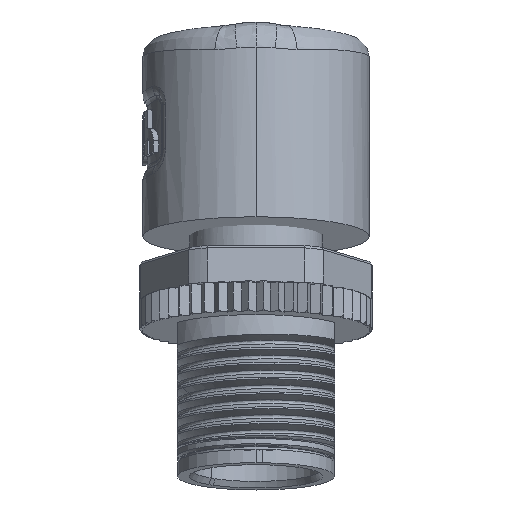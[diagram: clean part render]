
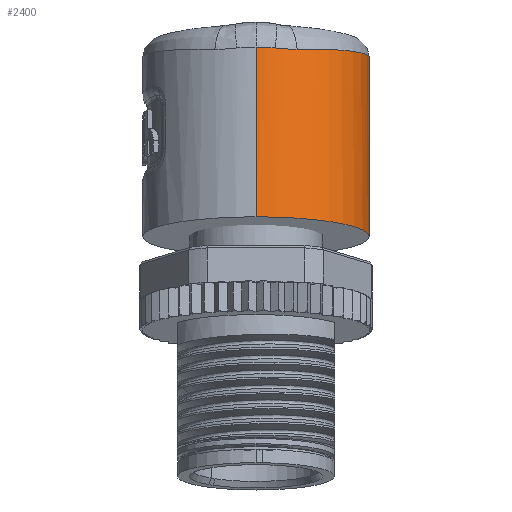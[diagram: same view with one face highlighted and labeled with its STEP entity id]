
A CAD part, front view. The second image highlights one B-rep face of the part: STEP entity #2400.
In plain terms, the highlighted cylindrical face has radius 7.5 mm (diameter 15 mm), a partial arc.
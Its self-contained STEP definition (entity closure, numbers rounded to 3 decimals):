
#2400=ADVANCED_FACE('',(#5420),#5421,.T.);
#5420=FACE_OUTER_BOUND('',#10135,.T.);
#5421=CYLINDRICAL_SURFACE('',#10136,7.5);
#10135=EDGE_LOOP('',(#26737,#26738,#26739,#26740,#26741,#26742,#26743,#26744,#26745,#26746,#26747));
#10136=AXIS2_PLACEMENT_3D('',#26748,#26749,#26750);
#26737=ORIENTED_EDGE('',*,*,#34319,.F.);
#26738=ORIENTED_EDGE('',*,*,#34320,.F.);
#26739=ORIENTED_EDGE('',*,*,#34321,.F.);
#26740=ORIENTED_EDGE('',*,*,#34317,.F.);
#26741=ORIENTED_EDGE('',*,*,#34310,.F.);
#26742=ORIENTED_EDGE('',*,*,#34322,.F.);
#26743=ORIENTED_EDGE('',*,*,#34323,.F.);
#26744=ORIENTED_EDGE('',*,*,#34254,.F.);
#26745=ORIENTED_EDGE('',*,*,#34324,.T.);
#26746=ORIENTED_EDGE('',*,*,#34252,.T.);
#26747=ORIENTED_EDGE('',*,*,#34325,.F.);
#26748=CARTESIAN_POINT('',(0.0,6.646,-7.682));
#26749=DIRECTION('',(0.0,-0.174,-0.985));
#26750=DIRECTION('',(0.0,-0.985,0.174));
#34252=EDGE_CURVE('',#39373,#39371,#39374,.T.);
#34254=EDGE_CURVE('',#39375,#39377,#39378,.T.);
#34310=EDGE_CURVE('',#39471,#39473,#39474,.T.);
#34317=EDGE_CURVE('',#39473,#39480,#39482,.T.);
#34319=EDGE_CURVE('',#39484,#39485,#39486,.T.);
#34320=EDGE_CURVE('',#39487,#39484,#39488,.T.);
#34321=EDGE_CURVE('',#39480,#39487,#39489,.T.);
#34322=EDGE_CURVE('',#39490,#39471,#39491,.T.);
#34323=EDGE_CURVE('',#39377,#39490,#39492,.T.);
#34324=EDGE_CURVE('',#39375,#39373,#39493,.T.);
#34325=EDGE_CURVE('',#39485,#39371,#39494,.T.);
#39371=VERTEX_POINT('',#46957);
#39373=VERTEX_POINT('',#46980);
#39374=LINE('',#46981,#46982);
#39375=VERTEX_POINT('',#46983);
#39377=VERTEX_POINT('',#46985);
#39378=LINE('',#46986,#46987);
#39471=VERTEX_POINT('',#47465);
#39473=VERTEX_POINT('',#47477);
#39474=B_SPLINE_CURVE_WITH_KNOTS('',3,(#47478,#47479,#47480,#47481,#47482,#47483,#47484,#47485,#47486,#47487,#47488,#47489,#47490,#47491,#47492),.UNSPECIFIED.,.F.,.F.,(4,1,1,1,1,1,1,1,1,1,1,1,4),(0.0,0.083,0.167,0.25,0.333,0.417,0.5,0.583,0.667,0.75,0.833,0.917,1.0),.UNSPECIFIED.);
#39480=VERTEX_POINT('',#47513);
#39482=B_SPLINE_CURVE_WITH_KNOTS('',3,(#47519,#47520,#47521,#47522,#47523,#47524),.UNSPECIFIED.,.F.,.F.,(4,1,1,4),(0.0,0.333,0.667,1.0),.UNSPECIFIED.);
#39484=VERTEX_POINT('',#47526);
#39485=VERTEX_POINT('',#47527);
#39486=B_SPLINE_CURVE_WITH_KNOTS('',3,(#47528,#47529,#47530,#47531,#47532,#47533),.UNSPECIFIED.,.F.,.F.,(4,1,1,4),(0.0,0.333,0.667,1.0),.UNSPECIFIED.);
#39487=VERTEX_POINT('',#47534);
#39488=B_SPLINE_CURVE_WITH_KNOTS('',3,(#47535,#47536,#47537,#47538,#47539,#47540),.UNSPECIFIED.,.F.,.F.,(4,1,1,4),(0.0,0.333,0.667,1.0),.UNSPECIFIED.);
#39489=B_SPLINE_CURVE_WITH_KNOTS('',3,(#47541,#47542,#47543,#47544,#47545,#47546),.UNSPECIFIED.,.F.,.F.,(4,1,1,4),(0.0,0.333,0.667,1.0),.UNSPECIFIED.);
#39490=VERTEX_POINT('',#47547);
#39491=B_SPLINE_CURVE_WITH_KNOTS('',3,(#47548,#47549,#47550,#47551,#47552,#47553),.UNSPECIFIED.,.F.,.F.,(4,1,1,4),(0.0,0.333,0.667,1.0),.UNSPECIFIED.);
#39492=B_SPLINE_CURVE_WITH_KNOTS('',3,(#47554,#47555,#47556,#47557,#47558,#47559,#47560,#47561),.UNSPECIFIED.,.F.,.F.,(4,1,1,1,1,4),(0.0,0.203,0.406,0.606,0.804,1.0),.UNSPECIFIED.);
#39493=CIRCLE('',#47562,7.5);
#39494=B_SPLINE_CURVE_WITH_KNOTS('',3,(#47563,#47564,#47565,#47566,#47567,#47568,#47569,#47570,#47571,#47572,#47573,#47574,#47575,#47576,#47577,#47578,#47579,#47580,#47581,#47582,#47583,#47584),.UNSPECIFIED.,.F.,.F.,(4,1,1,1,1,1,1,1,1,1,1,1,1,1,1,1,1,1,1,4),(0.0,0.053,0.105,0.158,0.211,0.263,0.316,0.368,0.421,0.474,0.526,0.579,0.632,0.684,0.737,0.789,0.842,0.895,0.947,1.0),.UNSPECIFIED.);
#46957=CARTESIAN_POINT('',(0.,14.348,-7.187));
#46980=CARTESIAN_POINT('',(0.,14.032,-8.984));
#46981=CARTESIAN_POINT('',(0.,14.032,-8.984));
#46982=VECTOR('',#59788,1.825);
#46983=CARTESIAN_POINT('',(0.0,-0.741,-6.379));
#46985=CARTESIAN_POINT('',(0.,1.239,4.847));
#46986=CARTESIAN_POINT('',(0.0,-0.741,-6.379));
#46987=VECTOR('',#59792,11.4);
#47465=CARTESIAN_POINT('',(2.72,1.732,4.701));
#47477=CARTESIAN_POINT('',(5.818,13.425,3.511));
#47478=CARTESIAN_POINT('',(2.72,1.732,4.701));
#47479=CARTESIAN_POINT('',(3.086,1.877,4.707));
#47480=CARTESIAN_POINT('',(3.796,2.226,4.71));
#47481=CARTESIAN_POINT('',(4.763,2.904,4.689));
#47482=CARTESIAN_POINT('',(5.613,3.722,4.644));
#47483=CARTESIAN_POINT('',(6.321,4.651,4.577));
#47484=CARTESIAN_POINT('',(6.89,5.702,4.488));
#47485=CARTESIAN_POINT('',(7.282,6.819,4.381));
#47486=CARTESIAN_POINT('',(7.492,7.984,4.257));
#47487=CARTESIAN_POINT('',(7.52,9.138,4.124));
#47488=CARTESIAN_POINT('',(7.361,10.32,3.976));
#47489=CARTESIAN_POINT('',(7.019,11.445,3.823));
#47490=CARTESIAN_POINT('',(6.508,12.494,3.667));
#47491=CARTESIAN_POINT('',(6.063,13.128,3.563));
#47492=CARTESIAN_POINT('',(5.818,13.425,3.511));
#47513=CARTESIAN_POINT('',(6.507,12.012,1.274));
#47519=CARTESIAN_POINT('',(5.818,13.425,3.511));
#47520=CARTESIAN_POINT('',(5.945,13.22,3.248));
#47521=CARTESIAN_POINT('',(6.158,12.838,2.731));
#47522=CARTESIAN_POINT('',(6.378,12.363,1.986));
#47523=CARTESIAN_POINT('',(6.471,12.117,1.509));
#47524=CARTESIAN_POINT('',(6.507,12.012,1.274));
#47526=CARTESIAN_POINT('',(6.569,11.604,-0.401));
#47527=CARTESIAN_POINT('',(6.536,11.568,-0.949));
#47528=CARTESIAN_POINT('',(6.569,11.604,-0.401));
#47529=CARTESIAN_POINT('',(6.569,11.594,-0.458));
#47530=CARTESIAN_POINT('',(6.568,11.576,-0.576));
#47531=CARTESIAN_POINT('',(6.557,11.563,-0.758));
#47532=CARTESIAN_POINT('',(6.544,11.565,-0.885));
#47533=CARTESIAN_POINT('',(6.536,11.568,-0.949));
#47534=CARTESIAN_POINT('',(6.561,11.795,0.599));
#47535=CARTESIAN_POINT('',(6.561,11.795,0.599));
#47536=CARTESIAN_POINT('',(6.562,11.774,0.488));
#47537=CARTESIAN_POINT('',(6.564,11.732,0.266));
#47538=CARTESIAN_POINT('',(6.567,11.667,-0.067));
#47539=CARTESIAN_POINT('',(6.568,11.625,-0.29));
#47540=CARTESIAN_POINT('',(6.569,11.604,-0.401));
#47541=CARTESIAN_POINT('',(6.507,12.012,1.274));
#47542=CARTESIAN_POINT('',(6.519,11.977,1.194));
#47543=CARTESIAN_POINT('',(6.539,11.913,1.038));
#47544=CARTESIAN_POINT('',(6.556,11.841,0.812));
#47545=CARTESIAN_POINT('',(6.561,11.808,0.669));
#47546=CARTESIAN_POINT('',(6.561,11.795,0.599));
#47547=CARTESIAN_POINT('',(1.266,1.337,4.784));
#47548=CARTESIAN_POINT('',(1.266,1.337,4.784));
#47549=CARTESIAN_POINT('',(1.44,1.364,4.765));
#47550=CARTESIAN_POINT('',(1.781,1.43,4.731));
#47551=CARTESIAN_POINT('',(2.267,1.564,4.702));
#47552=CARTESIAN_POINT('',(2.572,1.673,4.699));
#47553=CARTESIAN_POINT('',(2.72,1.732,4.701));
#47554=CARTESIAN_POINT('',(0.,1.239,4.847));
#47555=CARTESIAN_POINT('',(0.086,1.239,4.847));
#47556=CARTESIAN_POINT('',(0.259,1.242,4.846));
#47557=CARTESIAN_POINT('',(0.516,1.254,4.839));
#47558=CARTESIAN_POINT('',(0.769,1.274,4.828));
#47559=CARTESIAN_POINT('',(1.019,1.302,4.81));
#47560=CARTESIAN_POINT('',(1.184,1.325,4.794));
#47561=CARTESIAN_POINT('',(1.266,1.337,4.784));
#47562=AXIS2_PLACEMENT_3D('',#59804,#59805,#59806);
#47563=CARTESIAN_POINT('',(6.536,11.568,-0.949));
#47564=CARTESIAN_POINT('',(6.52,11.574,-1.077));
#47565=CARTESIAN_POINT('',(6.481,11.598,-1.342));
#47566=CARTESIAN_POINT('',(6.394,11.67,-1.769));
#47567=CARTESIAN_POINT('',(6.273,11.784,-2.227));
#47568=CARTESIAN_POINT('',(6.109,11.942,-2.719));
#47569=CARTESIAN_POINT('',(5.893,12.145,-3.24));
#47570=CARTESIAN_POINT('',(5.622,12.382,-3.772));
#47571=CARTESIAN_POINT('',(5.296,12.642,-4.298));
#47572=CARTESIAN_POINT('',(4.928,12.904,-4.791));
#47573=CARTESIAN_POINT('',(4.528,13.155,-5.239));
#47574=CARTESIAN_POINT('',(4.105,13.387,-5.637));
#47575=CARTESIAN_POINT('',(3.667,13.595,-5.984));
#47576=CARTESIAN_POINT('',(3.219,13.777,-6.282));
#47577=CARTESIAN_POINT('',(2.764,13.934,-6.534));
#47578=CARTESIAN_POINT('',(2.305,14.064,-6.741));
#47579=CARTESIAN_POINT('',(1.844,14.169,-6.907));
#47580=CARTESIAN_POINT('',(1.381,14.25,-7.034));
#47581=CARTESIAN_POINT('',(0.918,14.307,-7.123));
#47582=CARTESIAN_POINT('',(0.457,14.341,-7.175));
#47583=CARTESIAN_POINT('',(0.152,14.348,-7.187));
#47584=CARTESIAN_POINT('',(0.,14.348,-7.187));
#59788=DIRECTION('',(0.,0.174,0.985));
#59792=DIRECTION('',(0.,0.174,0.985));
#59804=CARTESIAN_POINT('',(0.0,6.646,-7.682));
#59805=DIRECTION('',(0.0,0.174,0.985));
#59806=DIRECTION('',(0.0,-0.985,0.174));
